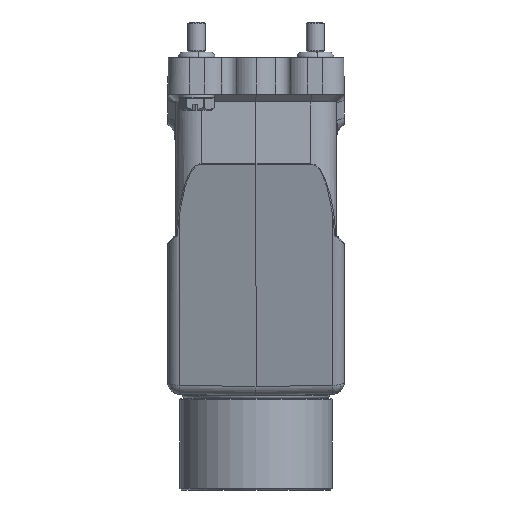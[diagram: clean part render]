
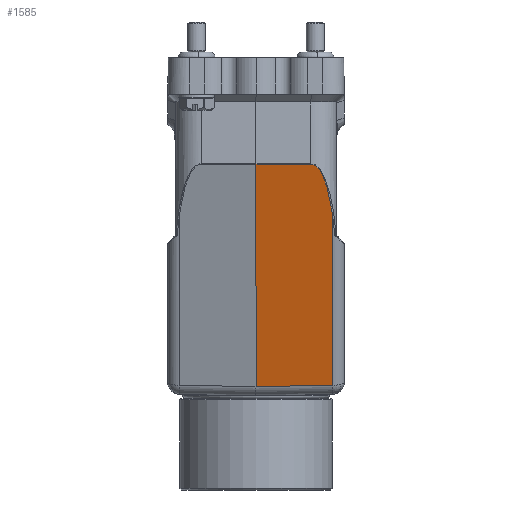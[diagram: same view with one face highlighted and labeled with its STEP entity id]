
A CAD part, left-side view. The second image highlights one B-rep face of the part: STEP entity #1585.
In plain terms, the highlighted planar face has unit normal (-0.966, -0.018, -0.259).
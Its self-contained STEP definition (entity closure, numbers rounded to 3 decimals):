
#951=FACE_OUTER_BOUND('',#3522,.T.);
#1585=ADVANCED_FACE('',(#951),#1964,.F.);
#1964=PLANE('',#11700);
#2769=B_SPLINE_CURVE_WITH_KNOTS('',3,(#23246,#23247,#23248,#23249,#23250,
#23251,#23252,#23253,#23254,#23255,#23256,#23257,#23258,#23259,#23260,#23261,
#23262,#23263,#23264,#23265,#23266,#23267,#23268,#23269,#23270,#23271,#23272,
#23273,#23274,#23275),.UNSPECIFIED.,.F.,.F.,(4,2,2,2,2,2,2,2,2,2,2,2,2,
2,4),(0.,0.062,0.094,0.125,0.156,
0.187,0.25,0.281,0.312,
0.375,0.438,0.5,0.75,0.875,1.),.UNSPECIFIED.);
#3522=EDGE_LOOP('',(#6088,#6089,#6090,#6091,#6092));
#6088=ORIENTED_EDGE('',*,*,#9215,.F.);
#6089=ORIENTED_EDGE('',*,*,#9214,.T.);
#6090=ORIENTED_EDGE('',*,*,#9216,.T.);
#6091=ORIENTED_EDGE('',*,*,#9217,.T.);
#6092=ORIENTED_EDGE('',*,*,#9218,.T.);
#7714=VERTEX_POINT('',#22635);
#7775=VERTEX_POINT('',#23241);
#7776=VERTEX_POINT('',#23245);
#7777=VERTEX_POINT('',#23276);
#7778=VERTEX_POINT('',#23278);
#9214=EDGE_CURVE('',#7714,#7775,#10122,.T.);
#9215=EDGE_CURVE('',#7714,#7776,#10123,.T.);
#9216=EDGE_CURVE('',#7775,#7777,#2769,.T.);
#9217=EDGE_CURVE('',#7777,#7778,#10124,.T.);
#9218=EDGE_CURVE('',#7778,#7776,#10125,.T.);
#10122=LINE('',#23242,#10809);
#10123=LINE('',#23244,#10810);
#10124=LINE('',#23277,#10811);
#10125=LINE('',#23279,#10812);
#10809=VECTOR('',#14103,1.);
#10810=VECTOR('',#14106,1.);
#10811=VECTOR('',#14107,1.);
#10812=VECTOR('',#14108,1.);
#11700=AXIS2_PLACEMENT_3D('',#23280,#14109,#14110);
#14103=DIRECTION('',(-0.259,0.,0.966));
#14106=DIRECTION('',(-0.013,1.,-0.017));
#14107=DIRECTION('',(-0.017,1.,-0.002));
#14108=DIRECTION('',(0.259,0.,-0.966));
#14109=DIRECTION('',(0.966,0.017,0.259));
#14110=DIRECTION('',(0.259,0.,-0.966));
#22635=CARTESIAN_POINT('',(-55.094,-25.07,-69.63));
#23241=CARTESIAN_POINT('',(-70.236,-25.07,-13.123));
#23242=CARTESIAN_POINT('',(-55.094,-25.07,-69.63));
#23244=CARTESIAN_POINT('',(-55.094,-25.07,-69.63));
#23245=CARTESIAN_POINT('',(-55.43,0.,-70.068));
#23246=CARTESIAN_POINT('',(-70.236,-25.07,-13.123));
#23247=CARTESIAN_POINT('',(-70.448,-24.961,-12.337));
#23248=CARTESIAN_POINT('',(-70.648,-24.85,-11.597));
#23249=CARTESIAN_POINT('',(-70.905,-24.696,-10.65));
#23250=CARTESIAN_POINT('',(-70.989,-24.643,-10.339));
#23251=CARTESIAN_POINT('',(-71.155,-24.535,-9.728));
#23252=CARTESIAN_POINT('',(-71.246,-24.472,-9.394));
#23253=CARTESIAN_POINT('',(-71.387,-24.371,-8.873));
#23254=CARTESIAN_POINT('',(-71.458,-24.319,-8.613));
#23255=CARTESIAN_POINT('',(-71.6,-24.21,-8.09));
#23256=CARTESIAN_POINT('',(-71.679,-24.146,-7.798));
#23257=CARTESIAN_POINT('',(-71.869,-23.991,-7.099));
#23258=CARTESIAN_POINT('',(-71.996,-23.88,-6.633));
#23259=CARTESIAN_POINT('',(-72.153,-23.736,-6.057));
#23260=CARTESIAN_POINT('',(-72.206,-23.686,-5.863));
#23261=CARTESIAN_POINT('',(-72.313,-23.581,-5.47));
#23262=CARTESIAN_POINT('',(-72.359,-23.534,-5.301));
#23263=CARTESIAN_POINT('',(-72.547,-23.338,-4.612));
#23264=CARTESIAN_POINT('',(-72.667,-23.205,-4.174));
#23265=CARTESIAN_POINT('',(-72.89,-22.943,-3.359));
#23266=CARTESIAN_POINT('',(-72.998,-22.807,-2.966));
#23267=CARTESIAN_POINT('',(-73.205,-22.526,-2.212));
#23268=CARTESIAN_POINT('',(-73.316,-22.364,-1.81));
#23269=CARTESIAN_POINT('',(-73.739,-21.702,-0.275));
#23270=CARTESIAN_POINT('',(-74.017,-21.178,0.728));
#23271=CARTESIAN_POINT('',(-74.391,-20.041,2.045));
#23272=CARTESIAN_POINT('',(-74.476,-19.7,2.34));
#23273=CARTESIAN_POINT('',(-74.623,-18.851,2.831));
#23274=CARTESIAN_POINT('',(-74.66,-18.462,2.945));
#23275=CARTESIAN_POINT('',(-74.668,-18.048,2.946));
#23276=CARTESIAN_POINT('',(-74.668,-18.048,2.946));
#23277=CARTESIAN_POINT('',(-74.668,-18.048,2.946));
#23278=CARTESIAN_POINT('',(-74.983,0.,2.904));
#23279=CARTESIAN_POINT('',(-74.983,0.,2.904));
#23280=CARTESIAN_POINT('',(-64.995,-12.535,-33.525));
